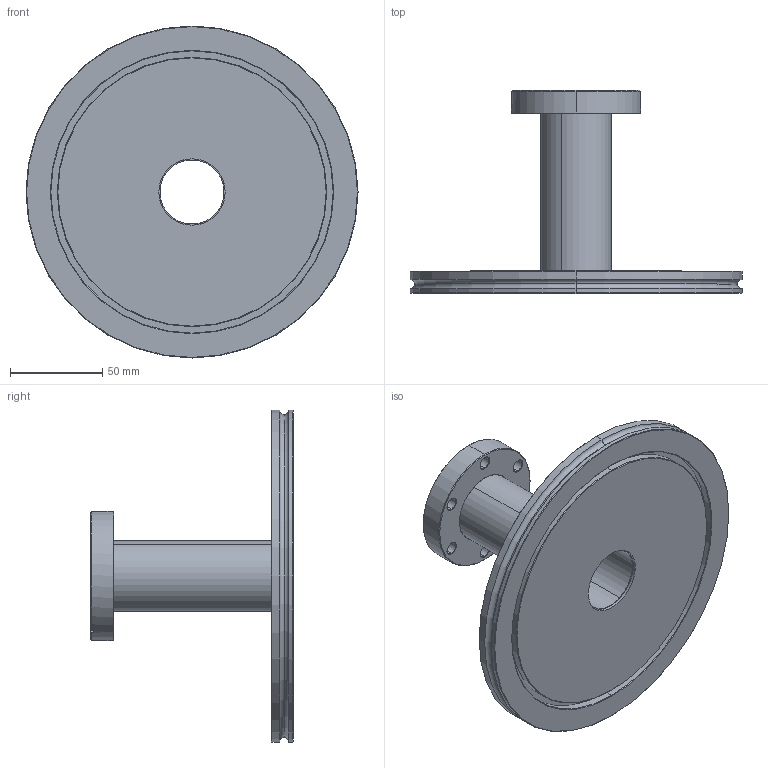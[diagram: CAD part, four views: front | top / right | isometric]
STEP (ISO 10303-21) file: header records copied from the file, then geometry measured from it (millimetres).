
FILE_DESCRIPTION (( 'STEP AP214' ), '1' );
FILE_NAME ('Hositrad_CFA35-ISO160.STEP', '2013-11-14T10:30:20', ( '' ), ( '' ), 'SwSTEP 2.0', 'SolidWorks 2013', '' );
FILE_SCHEMA (( 'AUTOMOTIVE_DESIGN' ));
Length unit declared in the file: millimetre
Products named in the file (4): NW35CF-Weld-38.1; Tube38.1-All_L110-6.8; ISO-K160-Hole38.1; Hositrad_CFA35-ISO160
Assembly tree (3 placements, depth 2):
  Hositrad_CFA35-ISO160
    ISO-K160-Hole38.1
    Tube38.1-All_L110-6.8
    NW35CF-Weld-38.1
Bounding box: 180 x 110 x 180 mm (x, y, z)
Volume: 324356.7 mm3; surface area: 99715.6 mm2
Topology: 3 solids, 3 shells, 109 faces, 237 edges, 140 vertices
Faces by surface type: cone 49, cylinder 40, plane 16, torus 4
Entity records: 3170 total; most frequent: DIRECTION 604, CARTESIAN_POINT 498, ORIENTED_EDGE 474, AXIS2_PLACEMENT_3D 254, EDGE_CURVE 237, VERTEX_POINT 140, CIRCLE 139, EDGE_LOOP 133
